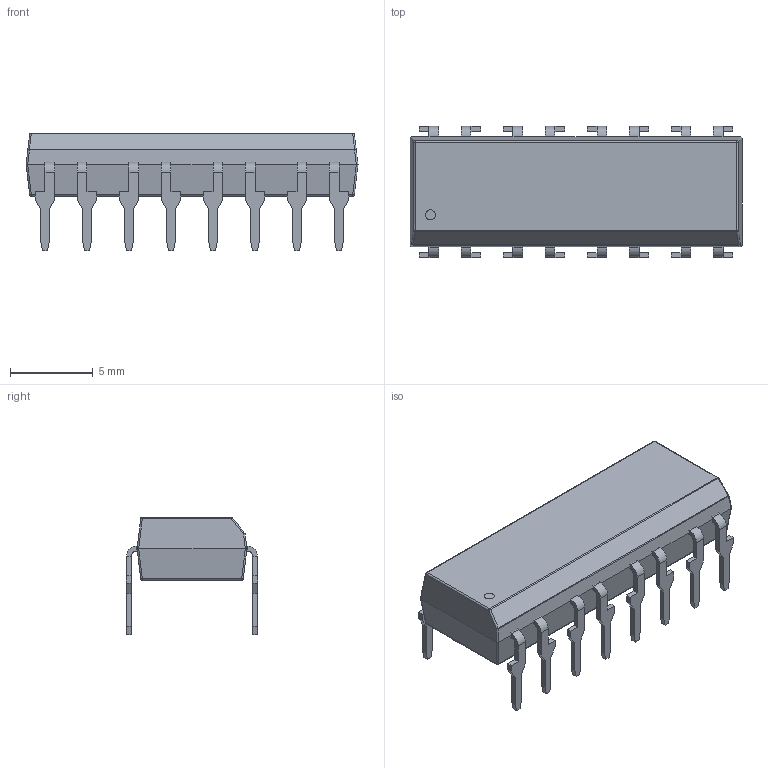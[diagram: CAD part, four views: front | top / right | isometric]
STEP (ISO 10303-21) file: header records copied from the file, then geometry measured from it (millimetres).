
FILE_DESCRIPTION(('STEP AP214'), '1');
FILE_NAME('DIP16-OC-YEL', '2016-02-24T00:20:28', ('Nobody'), (''), 'ASCON STEP Converter 1.3', 'ASCON Math Kernel', '');
FILE_SCHEMA(('AUTOMOTIVE_DESIGN { 1 0 10303 214 3 1 1}'));
Length unit declared in the file: millimetre
Bounding box: 20.07 x 7.92 x 7.1 mm (x, y, z)
Volume: 494 mm3; surface area: 609.2 mm2
Topology: 17 solids, 17 shells, 393 faces, 923 edges, 555 vertices
Faces by surface type: plane 332, cylinder 51, bspline 8, sphere 2
Entity records: 14364 total; most frequent: CARTESIAN_POINT 2052, ORIENTED_EDGE 1826, DIRECTION 1764, EDGE_CURVE 913, LINE 810, VECTOR 810, VERTEX_POINT 555, AXIS2_PLACEMENT_3D 477
